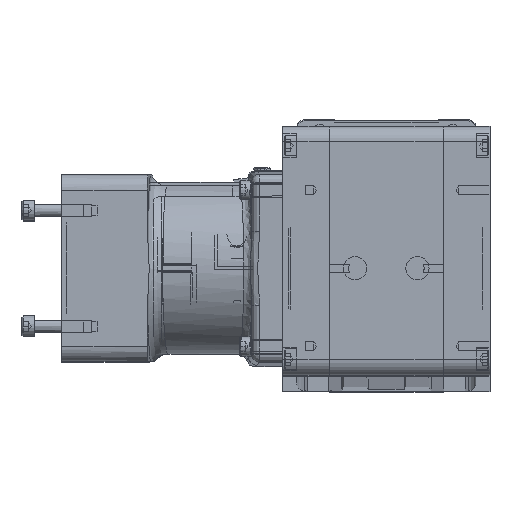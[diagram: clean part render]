
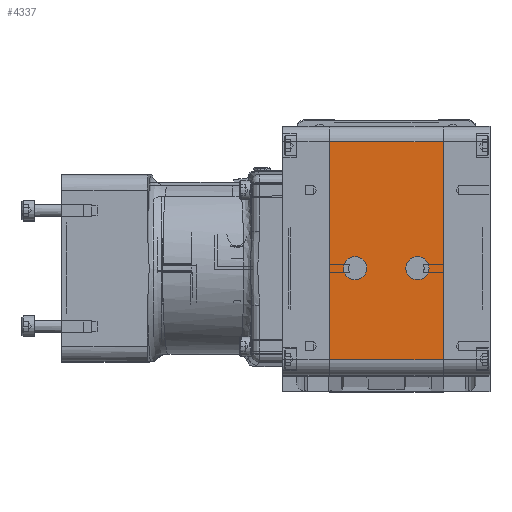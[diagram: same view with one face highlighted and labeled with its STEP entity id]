
A CAD part, top view. The second image highlights one B-rep face of the part: STEP entity #4337.
In plain terms, the highlighted planar face has unit normal (0, 0, 1).
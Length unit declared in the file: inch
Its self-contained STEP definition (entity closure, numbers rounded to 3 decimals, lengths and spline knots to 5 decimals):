
#584 = CARTESIAN_POINT ( 'NONE',  ( -0.9125, -1.471, 1.75 ) ) ;
#1086 = DIRECTION ( 'NONE',  ( -1., 0., 0. ) ) ;
#1437 = VECTOR ( 'NONE', #35199, 39.37008 ) ;
#2874 = LINE ( 'NONE', #34931, #31348 ) ;
#3564 = CARTESIAN_POINT ( 'NONE',  ( -0.3124, 0., 1.75 ) ) ;
#3652 = VECTOR ( 'NONE', #1086, 39.37008 ) ;
#3897 = DIRECTION ( 'NONE',  ( 0., 0., 1. ) ) ;
#4337 = ADVANCED_FACE ( 'NONE', ( #19387, #11271, #15600 ), #6967, .F. ) ;
#4364 = VERTEX_POINT ( 'NONE', #3564 ) ;
#6400 = CARTESIAN_POINT ( 'NONE',  ( 0.9125, -1.471, 1.75 ) ) ;
#6967 = PLANE ( 'NONE',  #52539 ) ;
#10525 = AXIS2_PLACEMENT_3D ( 'NONE', #35963, #12234, #15766 ) ;
#11271 = FACE_OUTER_BOUND ( 'NONE', #28099, .T. ) ;
#11926 = EDGE_LOOP ( 'NONE', ( #51563 ) ) ;
#12234 = DIRECTION ( 'NONE',  ( 0., 0., 1. ) ) ;
#12514 = VERTEX_POINT ( 'NONE', #28947 ) ;
#14742 = EDGE_LOOP ( 'NONE', ( #23492 ) ) ;
#15332 = DIRECTION ( 'NONE',  ( -1., 0., 0. ) ) ;
#15600 = FACE_BOUND ( 'NONE', #11926, .T. ) ;
#15732 = CIRCLE ( 'NONE', #36381, 0.1876 ) ;
#15766 = DIRECTION ( 'NONE',  ( 1., 0., 0. ) ) ;
#18786 = EDGE_CURVE ( 'NONE', #50534, #51938, #41984, .T. ) ;
#18921 = VERTEX_POINT ( 'NONE', #48951 ) ;
#19387 = FACE_BOUND ( 'NONE', #14742, .T. ) ;
#21568 = LINE ( 'NONE', #37991, #3652 ) ;
#21600 = EDGE_CURVE ( 'NONE', #12514, #12514, #31176, .T. ) ;
#23157 = ORIENTED_EDGE ( 'NONE', *, *, #41269, .T. ) ;
#23492 = ORIENTED_EDGE ( 'NONE', *, *, #21600, .F. ) ;
#24614 = DIRECTION ( 'NONE',  ( 1., 0., 0. ) ) ;
#27761 = LINE ( 'NONE', #44211, #50994 ) ;
#28099 = EDGE_LOOP ( 'NONE', ( #36191, #47988, #30029, #23157 ) ) ;
#28947 = CARTESIAN_POINT ( 'NONE',  ( 0.6876, 0., 1.75 ) ) ;
#30029 = ORIENTED_EDGE ( 'NONE', *, *, #41031, .T. ) ;
#31176 = CIRCLE ( 'NONE', #10525, 0.1876 ) ;
#31348 = VECTOR ( 'NONE', #31667, 39.37008 ) ;
#31667 = DIRECTION ( 'NONE',  ( 0., 1., 0. ) ) ;
#32016 = CARTESIAN_POINT ( 'NONE',  ( 1.6625, -1.721, 1.75 ) ) ;
#32881 = CARTESIAN_POINT ( 'NONE',  ( 0.9125, 2.029, 1.75 ) ) ;
#34367 = EDGE_CURVE ( 'NONE', #4364, #4364, #15732, .T. ) ;
#34931 = CARTESIAN_POINT ( 'NONE',  ( -0.9125, -1.72104, 1.75 ) ) ;
#35199 = DIRECTION ( 'NONE',  ( 1., 0., 0. ) ) ;
#35963 = CARTESIAN_POINT ( 'NONE',  ( 0.5, 0., 1.75 ) ) ;
#36126 = DIRECTION ( 'NONE',  ( 0., 1., 0. ) ) ;
#36191 = ORIENTED_EDGE ( 'NONE', *, *, #42924, .F. ) ;
#36381 = AXIS2_PLACEMENT_3D ( 'NONE', #44826, #3897, #24614 ) ;
#37991 = CARTESIAN_POINT ( 'NONE',  ( -0.9125, 2.029, 1.75 ) ) ;
#41031 = EDGE_CURVE ( 'NONE', #51938, #43532, #27761, .T. ) ;
#41269 = EDGE_CURVE ( 'NONE', #43532, #18921, #21568, .T. ) ;
#41984 = LINE ( 'NONE', #6400, #1437 ) ;
#42924 = EDGE_CURVE ( 'NONE', #50534, #18921, #2874, .T. ) ;
#43532 = VERTEX_POINT ( 'NONE', #32881 ) ;
#44211 = CARTESIAN_POINT ( 'NONE',  ( 0.9125, -1.72104, 1.75 ) ) ;
#44826 = CARTESIAN_POINT ( 'NONE',  ( -0.5, 0., 1.75 ) ) ;
#47388 = CARTESIAN_POINT ( 'NONE',  ( 0.9125, -1.471, 1.75 ) ) ;
#47988 = ORIENTED_EDGE ( 'NONE', *, *, #18786, .T. ) ;
#48480 = DIRECTION ( 'NONE',  ( 0., 0., -1. ) ) ;
#48951 = CARTESIAN_POINT ( 'NONE',  ( -0.9125, 2.029, 1.75 ) ) ;
#50534 = VERTEX_POINT ( 'NONE', #584 ) ;
#50994 = VECTOR ( 'NONE', #36126, 39.37008 ) ;
#51563 = ORIENTED_EDGE ( 'NONE', *, *, #34367, .F. ) ;
#51938 = VERTEX_POINT ( 'NONE', #47388 ) ;
#52539 = AXIS2_PLACEMENT_3D ( 'NONE', #32016, #48480, #15332 ) ;
